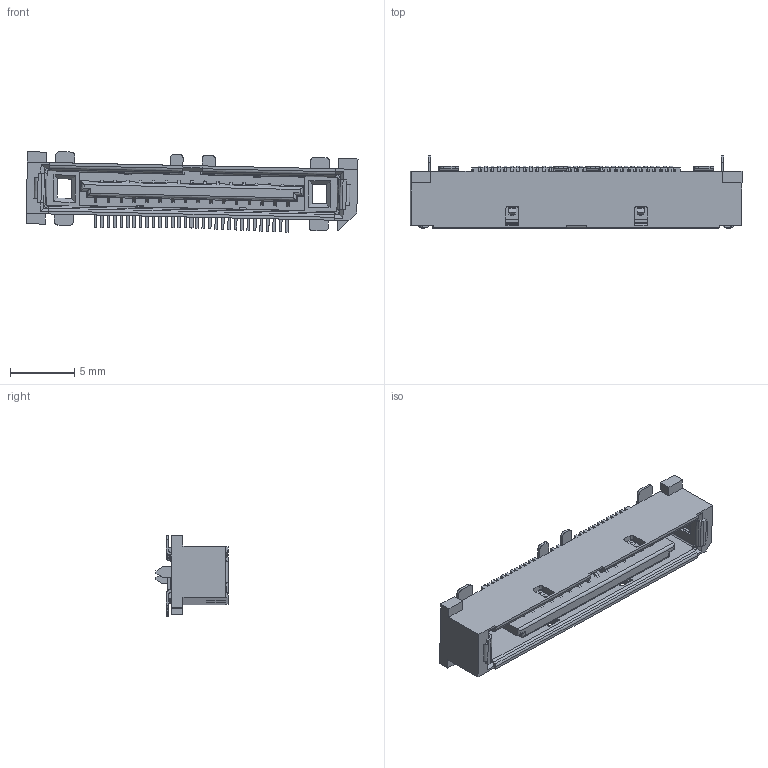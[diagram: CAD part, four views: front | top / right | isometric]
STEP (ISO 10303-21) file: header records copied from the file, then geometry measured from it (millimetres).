
FILE_DESCRIPTION(('OneSpaceDesigner STEP Export'),'2;1');
FILE_NAME('FX15-31S-0.5SV.stp','2007-03-20T19:10:40',(''),(''),'OneSpace Designer STEP processor (Jan. 2003) for AP214(CD)(Solid Model)','OneSpace Designer 12.00 10-Sep-2003 (C) CoCreate Software GmbH','');
FILE_SCHEMA(('AUTOMOTIVE_DESIGN_CC2 {1 2 10303 214 -1 1 5 1}'));
Length unit declared in the file: millimetre
Products named in the file (2): FX15-31S-0.5SV
Assembly tree (1 placements, depth 2):
  FX15-31S-0.5SV
    FX15-31S-0.5SV
Bounding box: 25.82 x 5.6 x 6.26 mm (x, y, z)
Volume: 284.3 mm3; surface area: 1354.2 mm2
Topology: 1 solids, 1 shells, 1609 faces, 4553 edges, 2967 vertices
Faces by surface type: plane 1235, cylinder 374
Entity records: 50883 total; most frequent: ORIENTED_EDGE 9106, CARTESIAN_POINT 9054, DIRECTION 8217, EDGE_CURVE 4553, VECTOR 3637, LINE 3637, VERTEX_POINT 2967, AXIS2_PLACEMENT_3D 2290
